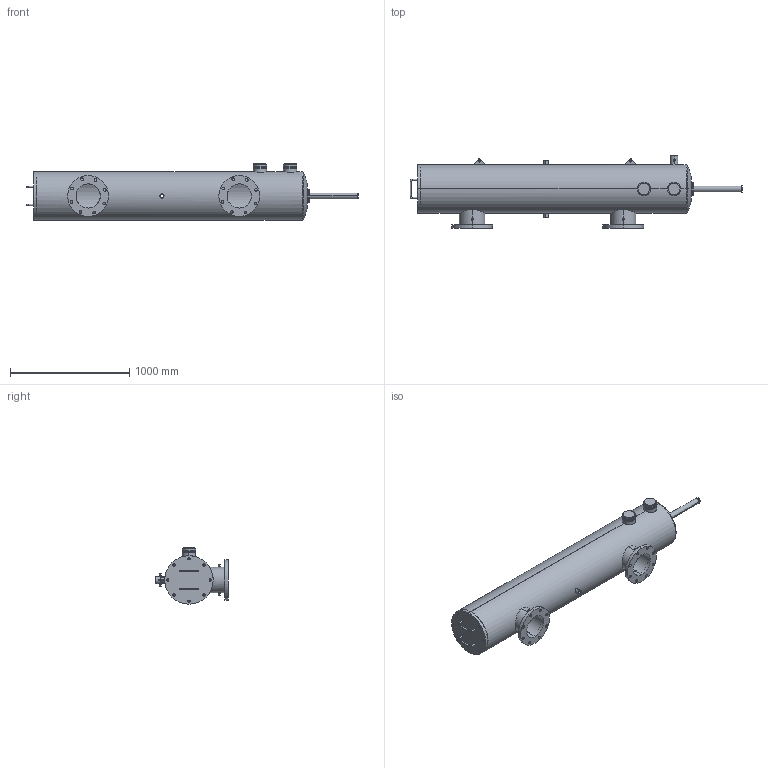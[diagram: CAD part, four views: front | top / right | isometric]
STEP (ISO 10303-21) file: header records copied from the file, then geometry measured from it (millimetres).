
FILE_DESCRIPTION (( 'STEP AP203' ), '1' );
FILE_NAME ('E8-180.STEP', '2020-07-24T12:37:54', ( '' ), ( '' ), 'SwSTEP 2.0', 'SolidWorks 2018', '' );
FILE_SCHEMA (( 'CONFIG_CONTROL_DESIGN' ));
Length unit declared in the file: inch
Products named in the file (1): E8-180
Bounding box: 2788.92 x 609.6 x 473.07 mm (x, y, z)
Volume: 22968543.6 mm3; surface area: 7132544 mm2
Topology: 8 solids, 8 shells, 282 faces, 730 edges, 476 vertices
Faces by surface type: cylinder 209, plane 57, torus 16
Entity records: 11829 total; most frequent: CARTESIAN_POINT 4386, DIRECTION 1610, ORIENTED_EDGE 1460, EDGE_CURVE 730, AXIS2_PLACEMENT_3D 674, VERTEX_POINT 476, EDGE_LOOP 420, CIRCLE 391
